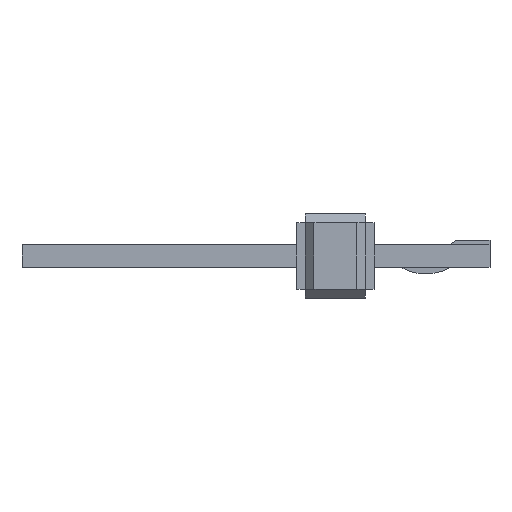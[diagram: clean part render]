
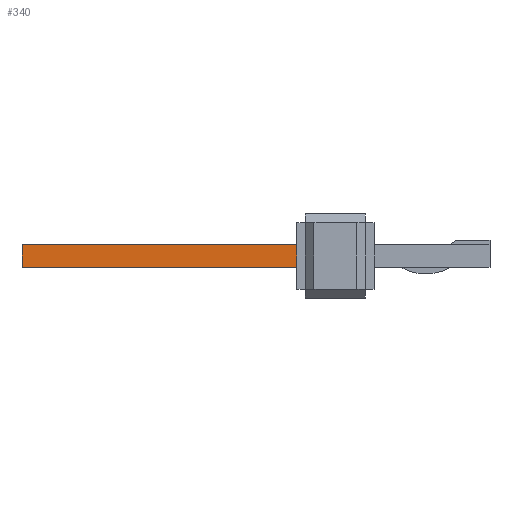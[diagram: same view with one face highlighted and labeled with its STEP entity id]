
A CAD part, left-side view. The second image highlights one B-rep face of the part: STEP entity #340.
In plain terms, the highlighted planar face has unit normal (-1, 0, 0).
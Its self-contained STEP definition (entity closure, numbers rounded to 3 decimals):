
#340=ADVANCED_FACE('',(#982),#983,.F.);
#982=FACE_OUTER_BOUND('',#1670,.T.);
#983=PLANE('',#1671);
#1670=EDGE_LOOP('',(#4093,#4094,#4095,#4096));
#1671=AXIS2_PLACEMENT_3D('',#4097,#4098,#4099);
#4093=ORIENTED_EDGE('',*,*,#5249,.F.);
#4094=ORIENTED_EDGE('',*,*,#5250,.F.);
#4095=ORIENTED_EDGE('',*,*,#5251,.F.);
#4096=ORIENTED_EDGE('',*,*,#4809,.F.);
#4097=CARTESIAN_POINT('',(-6.687,0.0,0.0));
#4098=DIRECTION('',(1.0,0.0,0.0));
#4099=DIRECTION('',(0.0,1.0,0.0));
#4809=EDGE_CURVE('',#5985,#5980,#5987,.T.);
#5249=EDGE_CURVE('',#6669,#5985,#6670,.T.);
#5250=EDGE_CURVE('',#6671,#6669,#6672,.T.);
#5251=EDGE_CURVE('',#5980,#6671,#6673,.T.);
#5980=VERTEX_POINT('',#7660);
#5985=VERTEX_POINT('',#7667);
#5987=LINE('',#7670,#7671);
#6669=VERTEX_POINT('',#8756);
#6670=LINE('',#8757,#8758);
#6671=VERTEX_POINT('',#8759);
#6672=LINE('',#8760,#8761);
#6673=LINE('',#8762,#8763);
#7660=CARTESIAN_POINT('',(-6.687,2.032,-0.337));
#7667=CARTESIAN_POINT('',(-6.687,2.032,0.337));
#7670=CARTESIAN_POINT('',(-6.687,2.032,0.337));
#7671=VECTOR('',#9357,0.673);
#8756=CARTESIAN_POINT('',(-6.687,10.414,0.337));
#8757=CARTESIAN_POINT('',(-6.687,10.414,0.337));
#8758=VECTOR('',#9869,8.382);
#8759=CARTESIAN_POINT('',(-6.687,10.414,-0.337));
#8760=CARTESIAN_POINT('',(-6.687,10.414,-0.337));
#8761=VECTOR('',#9870,0.673);
#8762=CARTESIAN_POINT('',(-6.687,2.032,-0.337));
#8763=VECTOR('',#9871,8.382);
#9357=DIRECTION('',(0.0,0.0,-1.0));
#9869=DIRECTION('',(0.0,-1.0,0.0));
#9870=DIRECTION('',(0.0,0.0,1.0));
#9871=DIRECTION('',(0.0,1.0,0.0));
